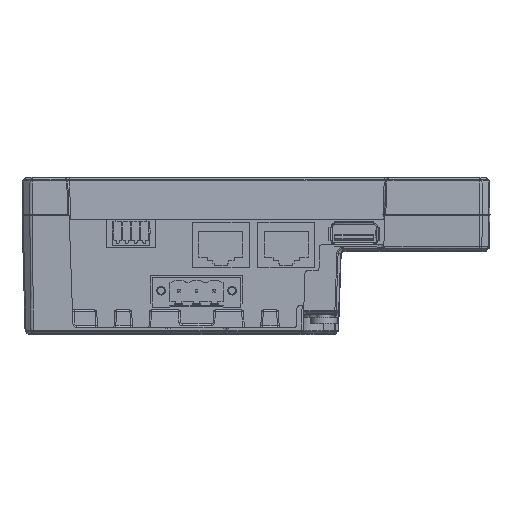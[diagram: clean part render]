
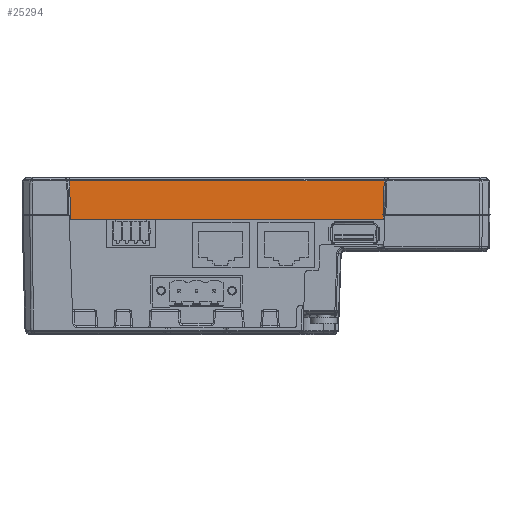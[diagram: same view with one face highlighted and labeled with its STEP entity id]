
A CAD part, top view. The second image highlights one B-rep face of the part: STEP entity #25294.
In plain terms, the highlighted free-form (B-spline) face has degree [1, 1] with [2, 2] control points.
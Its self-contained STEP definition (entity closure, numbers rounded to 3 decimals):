
#1600 = CARTESIAN_POINT ( 'NONE',  ( 36.342, -17.6, 43.158 ) ) ;
#2429 = CARTESIAN_POINT ( 'NONE',  ( 36.363, -18.8, 43.2 ) ) ;
#4694 = CARTESIAN_POINT ( 'NONE',  ( -53.254, -11.538, 42.946 ) ) ;
#11712 = CARTESIAN_POINT ( 'NONE',  ( 55.594, -28.019, 43.522 ) ) ;
#13266 = CARTESIAN_POINT ( 'NONE',  ( 36.342, -17.6, 43.158 ) ) ;
#15938 = ORIENTED_EDGE ( 'NONE', *, *, #21107, .T. ) ;
#16719 = CARTESIAN_POINT ( 'NONE',  ( -53.384, -7.906, 42.82 ) ) ;
#19265 = FACE_OUTER_BOUND ( 'NONE', #68007, .T. ) ;
#21107 = EDGE_CURVE ( 'NONE', #75967, #56938, #55119, .T. ) ;
#24625 = CARTESIAN_POINT ( 'NONE',  ( 36.568, -11.138, 42.932 ) ) ;
#24753 = EDGE_CURVE ( 'NONE', #57203, #39053, #67312, .T. ) ;
#25294 = ADVANCED_FACE ( 'NONE', ( #19265 ), #49941, .T. ) ;
#28751 = CARTESIAN_POINT ( 'NONE',  ( -53., -18.8, 43.2 ) ) ;
#28832 = CARTESIAN_POINT ( 'NONE',  ( 36.356, -18.4, 43.186 ) ) ;
#29782 = B_SPLINE_CURVE_WITH_KNOTS ( 'NONE', 1,
 ( #55095, #49098 ),
 .UNSPECIFIED., .F., .F.,
 ( 2, 2 ),
 ( 0., 1. ),
 .UNSPECIFIED. ) ;
#30798 = ORIENTED_EDGE ( 'NONE', *, *, #48450, .F. ) ;
#32333 = CARTESIAN_POINT ( 'NONE',  ( -53.384, -7.906, 42.82 ) ) ;
#39053 = VERTEX_POINT ( 'NONE', #40705 ) ;
#39061 = ORIENTED_EDGE ( 'NONE', *, *, #24753, .T. ) ;
#40705 = CARTESIAN_POINT ( 'NONE',  ( 36.683, -7.906, 42.82 ) ) ;
#41441 = CARTESIAN_POINT ( 'NONE',  ( -57.884, 2.057, 42.472 ) ) ;
#43368 = CARTESIAN_POINT ( 'NONE',  ( 36.683, -7.906, 42.82 ) ) ;
#43594 = VERTEX_POINT ( 'NONE', #2429 ) ;
#43967 = B_SPLINE_CURVE_WITH_KNOTS ( 'NONE', 3,
 ( #58535, #70333, #28832, #70598 ),
 .UNSPECIFIED., .F., .F.,
 ( 4, 4 ),
 ( 0., 1. ),
 .UNSPECIFIED. ) ;
#47419 = ORIENTED_EDGE ( 'NONE', *, *, #53171, .F. ) ;
#47424 = CARTESIAN_POINT ( 'NONE',  ( -57.884, -28.019, 43.522 ) ) ;
#48450 = EDGE_CURVE ( 'NONE', #43594, #56938, #29782, .T. ) ;
#49098 = CARTESIAN_POINT ( 'NONE',  ( -53., -18.8, 43.2 ) ) ;
#49941 = B_SPLINE_SURFACE_WITH_KNOTS ( 'NONE', 1, 1, ( 
 ( #41441, #77239 ),
 ( #47424, #11712 ) ),
 .UNSPECIFIED., .F., .F., .F.,
 ( 2, 2 ),
 ( 2, 2 ),
 ( 0., 30.094 ),
 ( 0., 113.477 ),
 .UNSPECIFIED. ) ;
#53171 = EDGE_CURVE ( 'NONE', #57203, #43594, #43967, .T. ) ;
#55095 = CARTESIAN_POINT ( 'NONE',  ( 36.363, -18.8, 43.2 ) ) ;
#55119 = B_SPLINE_CURVE_WITH_KNOTS ( 'NONE', 3,
 ( #16719, #4694, #64497, #28751 ),
 .UNSPECIFIED., .F., .F.,
 ( 4, 4 ),
 ( 0., 1. ),
 .UNSPECIFIED. ) ;
#56688 = B_SPLINE_CURVE_WITH_KNOTS ( 'NONE', 1,
 ( #74127, #32333 ),
 .UNSPECIFIED., .F., .F.,
 ( 2, 2 ),
 ( 0., 1. ),
 .UNSPECIFIED. ) ;
#56938 = VERTEX_POINT ( 'NONE', #68155 ) ;
#57203 = VERTEX_POINT ( 'NONE', #13266 ) ;
#58535 = CARTESIAN_POINT ( 'NONE',  ( 36.342, -17.6, 43.158 ) ) ;
#64497 = CARTESIAN_POINT ( 'NONE',  ( -53.127, -15.169, 43.073 ) ) ;
#67312 = B_SPLINE_CURVE_WITH_KNOTS ( 'NONE', 3,
 ( #1600, #73147, #24625, #43368 ),
 .UNSPECIFIED., .F., .F.,
 ( 4, 4 ),
 ( 0., 1. ),
 .UNSPECIFIED. ) ;
#68007 = EDGE_LOOP ( 'NONE', ( #39061, #73542, #15938, #30798, #47419 ) ) ;
#68155 = CARTESIAN_POINT ( 'NONE',  ( -53., -18.8, 43.2 ) ) ;
#70333 = CARTESIAN_POINT ( 'NONE',  ( 36.349, -18., 43.172 ) ) ;
#70598 = CARTESIAN_POINT ( 'NONE',  ( 36.363, -18.8, 43.2 ) ) ;
#73147 = CARTESIAN_POINT ( 'NONE',  ( 36.455, -14.369, 43.045 ) ) ;
#73542 = ORIENTED_EDGE ( 'NONE', *, *, #77080, .T. ) ;
#74127 = CARTESIAN_POINT ( 'NONE',  ( 36.683, -7.906, 42.82 ) ) ;
#75891 = CARTESIAN_POINT ( 'NONE',  ( -53.384, -7.906, 42.82 ) ) ;
#75967 = VERTEX_POINT ( 'NONE', #75891 ) ;
#77080 = EDGE_CURVE ( 'NONE', #39053, #75967, #56688, .T. ) ;
#77239 = CARTESIAN_POINT ( 'NONE',  ( 55.594, 2.057, 42.472 ) ) ;
